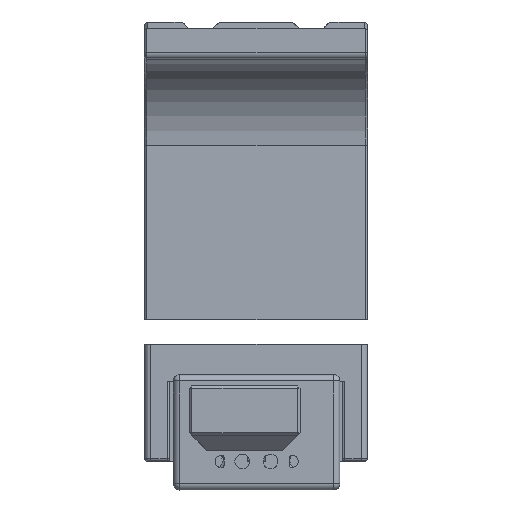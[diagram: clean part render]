
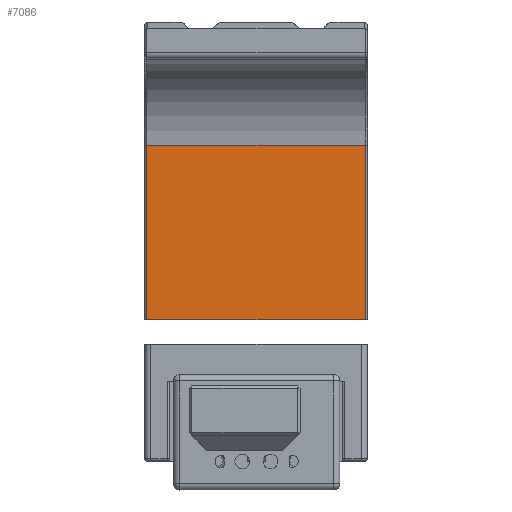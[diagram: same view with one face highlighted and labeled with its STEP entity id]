
A CAD part, top view. The second image highlights one B-rep face of the part: STEP entity #7086.
In plain terms, the highlighted planar face has unit normal (0, 0, 1).
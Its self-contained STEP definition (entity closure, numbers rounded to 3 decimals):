
#774=FACE_OUTER_BOUND('',#1206,.T.);
#1206=EDGE_LOOP('',(#5546,#5547,#5548,#5549));
#1785=LINE('',#11385,#2493);
#1792=LINE('',#11403,#2500);
#1793=LINE('',#11406,#2501);
#1794=LINE('',#11407,#2502);
#2493=VECTOR('',#9041,10.);
#2500=VECTOR('',#9060,10.);
#2501=VECTOR('',#9063,10.);
#2502=VECTOR('',#9064,10.);
#3176=VERTEX_POINT('',#11382);
#3177=VERTEX_POINT('',#11384);
#3182=VERTEX_POINT('',#11400);
#3183=VERTEX_POINT('',#11405);
#4016=EDGE_CURVE('',#3176,#3177,#1785,.T.);
#4026=EDGE_CURVE('',#3177,#3182,#1792,.T.);
#4027=EDGE_CURVE('',#3182,#3183,#1793,.T.);
#4028=EDGE_CURVE('',#3183,#3176,#1794,.T.);
#5546=ORIENTED_EDGE('',*,*,#4027,.F.);
#5547=ORIENTED_EDGE('',*,*,#4026,.F.);
#5548=ORIENTED_EDGE('',*,*,#4016,.F.);
#5549=ORIENTED_EDGE('',*,*,#4028,.F.);
#6737=PLANE('',#7707);
#7086=ADVANCED_FACE('',(#774),#6737,.T.);
#7707=AXIS2_PLACEMENT_3D('',#11404,#9061,#9062);
#9041=DIRECTION('',(0.,1.,0.));
#9060=DIRECTION('',(1.,0.,0.));
#9061=DIRECTION('center_axis',(0.,0.,
1.));
#9062=DIRECTION('ref_axis',(0.,1.,0.));
#9063=DIRECTION('',(0.,-1.,0.));
#9064=DIRECTION('',(-1.,0.,0.));
#11382=CARTESIAN_POINT('',(110.9,300.749,1.5));
#11384=CARTESIAN_POINT('',(110.9,329.029,1.5));
#11385=CARTESIAN_POINT('',(110.9,309.471,1.5));
#11400=CARTESIAN_POINT('',(146.355,329.029,1.5));
#11403=CARTESIAN_POINT('',(145.255,329.029,1.5));
#11404=CARTESIAN_POINT('Origin',(145.255,296.285,1.5));
#11405=CARTESIAN_POINT('',(146.355,300.749,1.5));
#11406=CARTESIAN_POINT('',(146.355,309.471,1.5));
#11407=CARTESIAN_POINT('',(145.255,300.749,1.5));
